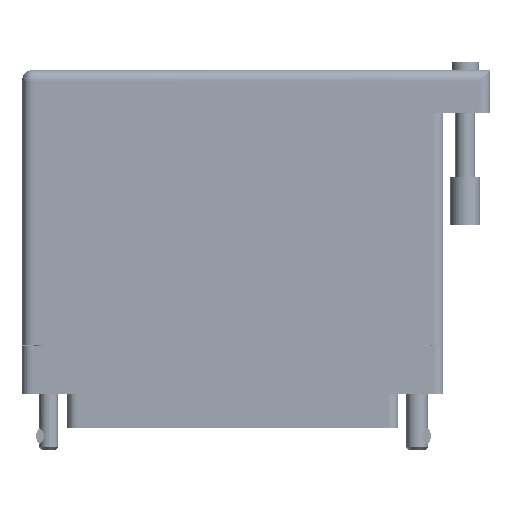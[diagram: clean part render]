
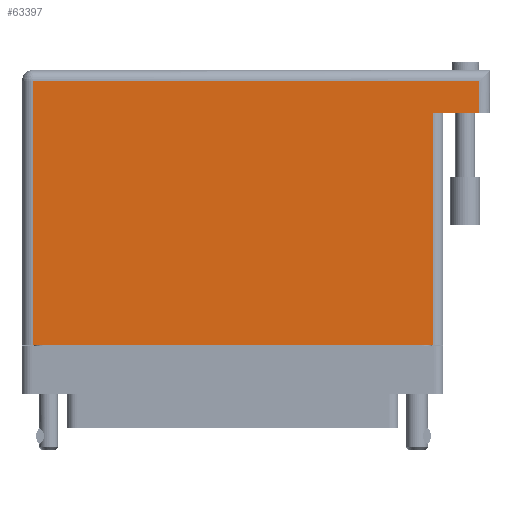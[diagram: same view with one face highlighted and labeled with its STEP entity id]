
A CAD part, front view. The second image highlights one B-rep face of the part: STEP entity #63397.
In plain terms, the highlighted face is planar.
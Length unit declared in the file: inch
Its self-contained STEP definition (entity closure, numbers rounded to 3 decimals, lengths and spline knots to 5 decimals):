
#797 = DIRECTION ( 'NONE',  ( -1., 0., 0. ) ) ;
#1229 = CARTESIAN_POINT ( 'NONE',  ( -1.359, 1.675, 0.617 ) ) ;
#1497 = CARTESIAN_POINT ( 'NONE',  ( -1.289, 1.605, 0.617 ) ) ;
#1511 = VERTEX_POINT ( 'NONE', #82112 ) ;
#2875 = CARTESIAN_POINT ( 'NONE',  ( 1.289, -0.1, 0.617 ) ) ;
#3717 = ORIENTED_EDGE ( 'NONE', *, *, #71551, .T. ) ;
#4966 = VECTOR ( 'NONE', #8485, 39.37008 ) ;
#6082 = VECTOR ( 'NONE', #38547, 39.37008 ) ;
#8485 = DIRECTION ( 'NONE',  ( 0., 1., 0. ) ) ;
#8723 = CARTESIAN_POINT ( 'NONE',  ( 1.589, 1.605, 0.617 ) ) ;
#10325 = DIRECTION ( 'NONE',  ( 0., -1., 0. ) ) ;
#11019 = VECTOR ( 'NONE', #797, 39.37008 ) ;
#14678 = VECTOR ( 'NONE', #10325, 39.37008 ) ;
#17626 = EDGE_CURVE ( 'NONE', #37983, #64920, #59459, .T. ) ;
#18468 = LINE ( 'NONE', #43665, #46716 ) ;
#18739 = LINE ( 'NONE', #36295, #14678 ) ;
#19872 = DIRECTION ( 'NONE',  ( -1., 0., 0. ) ) ;
#26828 = EDGE_CURVE ( 'NONE', #63438, #1511, #18739, .T. ) ;
#27837 = VECTOR ( 'NONE', #64443, 39.37008 ) ;
#27948 = CARTESIAN_POINT ( 'NONE',  ( 1.589, 1.675, 0.617 ) ) ;
#28152 = FACE_OUTER_BOUND ( 'NONE', #69363, .T. ) ;
#29326 = AXIS2_PLACEMENT_3D ( 'NONE', #1229, #46145, #19872 ) ;
#30274 = CARTESIAN_POINT ( 'NONE',  ( 1.589, 1.395, 0.617 ) ) ;
#32506 = CARTESIAN_POINT ( 'NONE',  ( 1.289, 1.395, 0.617 ) ) ;
#35975 = LINE ( 'NONE', #77225, #27837 ) ;
#36295 = CARTESIAN_POINT ( 'NONE',  ( -1.289, -0.1, 0.617 ) ) ;
#37983 = VERTEX_POINT ( 'NONE', #30274 ) ;
#38496 = VERTEX_POINT ( 'NONE', #48763 ) ;
#38547 = DIRECTION ( 'NONE',  ( 0., 1., 0. ) ) ;
#39408 = LINE ( 'NONE', #32506, #6082 ) ;
#42471 = EDGE_CURVE ( 'NONE', #1511, #44338, #35975, .T. ) ;
#43665 = CARTESIAN_POINT ( 'NONE',  ( 1.659, 1.395, 0.617 ) ) ;
#44338 = VERTEX_POINT ( 'NONE', #2875 ) ;
#44398 = LINE ( 'NONE', #78831, #11019 ) ;
#44527 = ORIENTED_EDGE ( 'NONE', *, *, #59286, .T. ) ;
#46145 = DIRECTION ( 'NONE',  ( 0., 0., -1. ) ) ;
#46716 = VECTOR ( 'NONE', #57748, 39.37008 ) ;
#48088 = ORIENTED_EDGE ( 'NONE', *, *, #65858, .F. ) ;
#48763 = CARTESIAN_POINT ( 'NONE',  ( 1.289, 1.395, 0.617 ) ) ;
#57478 = ORIENTED_EDGE ( 'NONE', *, *, #17626, .T. ) ;
#57748 = DIRECTION ( 'NONE',  ( -1., 0., 0. ) ) ;
#59286 = EDGE_CURVE ( 'NONE', #44338, #38496, #39408, .T. ) ;
#59459 = LINE ( 'NONE', #27948, #4966 ) ;
#61806 = ORIENTED_EDGE ( 'NONE', *, *, #42471, .T. ) ;
#63397 = ADVANCED_FACE ( 'NONE', ( #28152 ), #77890, .F. ) ;
#63438 = VERTEX_POINT ( 'NONE', #1497 ) ;
#64443 = DIRECTION ( 'NONE',  ( 1., 0., 0. ) ) ;
#64920 = VERTEX_POINT ( 'NONE', #8723 ) ;
#65858 = EDGE_CURVE ( 'NONE', #37983, #38496, #18468, .T. ) ;
#69363 = EDGE_LOOP ( 'NONE', ( #61806, #44527, #48088, #57478, #3717, #75035 ) ) ;
#71551 = EDGE_CURVE ( 'NONE', #64920, #63438, #44398, .T. ) ;
#75035 = ORIENTED_EDGE ( 'NONE', *, *, #26828, .T. ) ;
#77225 = CARTESIAN_POINT ( 'NONE',  ( -1.359, -0.1, 0.617 ) ) ;
#77890 = PLANE ( 'NONE',  #29326 ) ;
#78831 = CARTESIAN_POINT ( 'NONE',  ( -1.359, 1.605, 0.617 ) ) ;
#82112 = CARTESIAN_POINT ( 'NONE',  ( -1.289, -0.1, 0.617 ) ) ;
